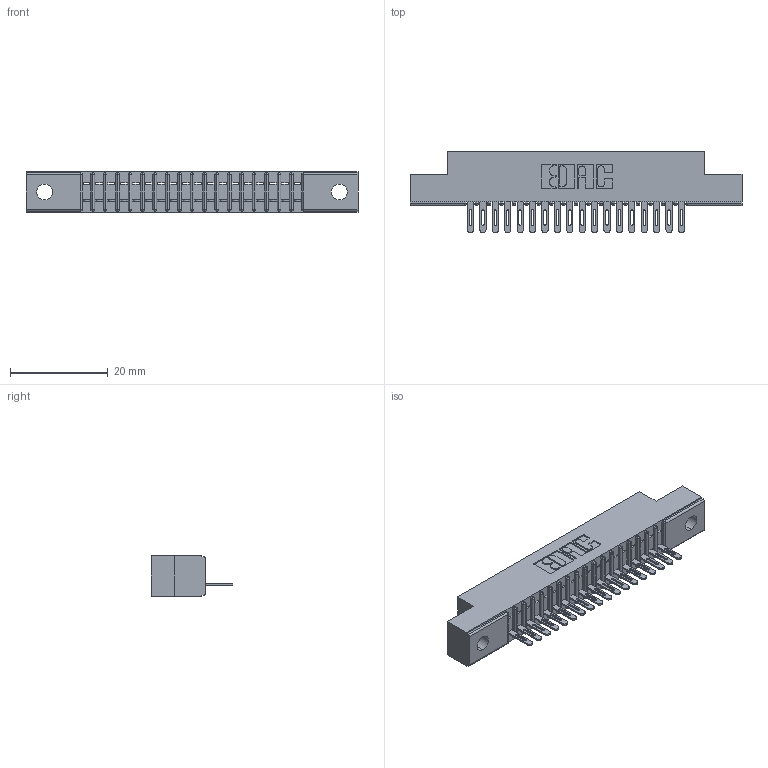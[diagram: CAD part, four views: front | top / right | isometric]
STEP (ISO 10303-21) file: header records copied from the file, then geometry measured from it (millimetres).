
FILE_DESCRIPTION (( 'STEP AP203' ), '1' );
FILE_NAME ('341-018-500-102.STEP', '2018-08-06T16:02:47', ( '' ), ( '' ), 'SwSTEP 2.0', 'SolidWorks 2016', '' );
FILE_SCHEMA (( 'CONFIG_CONTROL_DESIGN' ));
Length unit declared in the file: inch
Products named in the file (3): 341 Part_.128 (3.25) Dia Mounting Holes; 341-292-001_341-292-100; 341-018-500-102
Assembly tree (19 placements, depth 2):
  341-018-500-102
    341 Part_.128 (3.25) Dia Mounting Holes
    341-292-001_341-292-100  x18
Bounding box: 67.94 x 16.69 x 8.38 mm (x, y, z)
Volume: 3733.4 mm3; surface area: 6577.3 mm2
Topology: 19 solids, 19 shells, 1592 faces, 4582 edges, 2942 vertices
Faces by surface type: plane 950, cylinder 570, sphere 38, torus 34
Entity records: 24415 total; most frequent: CARTESIAN_POINT 4136, ORIENTED_EDGE 4124, DIRECTION 4016, EDGE_CURVE 2062, LINE 1636, VECTOR 1636, VERTEX_POINT 1310, AXIS2_PLACEMENT_3D 1190
